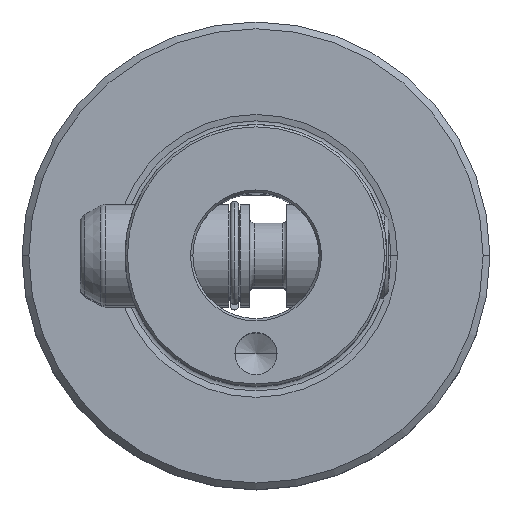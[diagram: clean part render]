
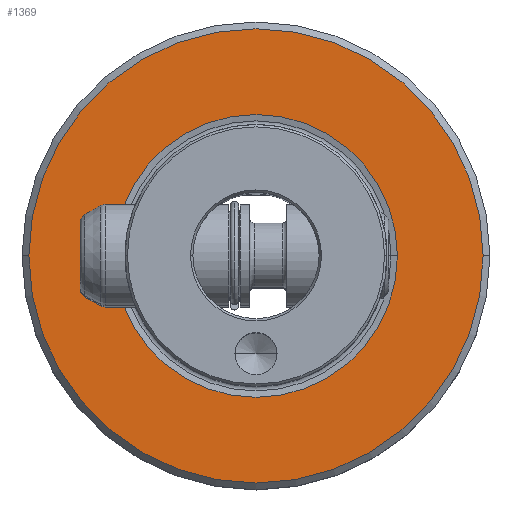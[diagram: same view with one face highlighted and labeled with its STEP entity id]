
A CAD part, top view. The second image highlights one B-rep face of the part: STEP entity #1369.
In plain terms, the highlighted planar face has unit normal (0, 0, 1).
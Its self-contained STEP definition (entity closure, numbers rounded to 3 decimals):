
#999=VERTEX_POINT('NONE',#2452);
#1175=VERTEX_POINT('NONE',#2642);
#1227=EDGE_CURVE('NONE',#1877,#999,#2698,.F.);
#1337=EDGE_CURVE('NONE',#1175,#2057,#2822,.T.);
#1369=ADVANCED_FACE('NONE',(#2860,#2861),#2862,.T.);
#1839=EDGE_CURVE('NONE',#2057,#1175,#3392,.T.);
#1877=VERTEX_POINT('NONE',#3431);
#1897=EDGE_CURVE('NONE',#999,#1877,#3454,.F.);
#2057=VERTEX_POINT('NONE',#3631);
#2452=CARTESIAN_POINT('',(15.112,0.0,0.));
#2642=CARTESIAN_POINT('',(-24.275,0.0,0.));
#2698=CIRCLE('',#4758,15.112);
#2822=CIRCLE('',#5169,24.275);
#2860=FACE_OUTER_BOUND('',#5214,.T.);
#2861=FACE_BOUND('',#5215,.T.);
#2862=PLANE('',#5216);
#3392=CIRCLE('',#6151,24.275);
#3431=CARTESIAN_POINT('',(-15.112,0.,0.));
#3454=CIRCLE('',#6284,15.112);
#3631=CARTESIAN_POINT('',(24.275,0.,0.));
#4758=AXIS2_PLACEMENT_3D('',#7454,#7455,#7456);
#5169=AXIS2_PLACEMENT_3D('',#7602,#7603,#7604);
#5214=EDGE_LOOP('',(#7667,#7668));
#5215=EDGE_LOOP('',(#7669,#7670));
#5216=AXIS2_PLACEMENT_3D('',#7671,#7672,#7673);
#6151=AXIS2_PLACEMENT_3D('',#8364,#8365,#8366);
#6284=AXIS2_PLACEMENT_3D('',#8425,#8426,#8427);
#7454=CARTESIAN_POINT('',(0.0,0.0,0.));
#7455=DIRECTION('',(0.0,0.0,-1.0));
#7456=DIRECTION('',(1.0,0.0,0.0));
#7602=CARTESIAN_POINT('',(0.0,0.0,0.));
#7603=DIRECTION('',(0.0,0.0,-1.0));
#7604=DIRECTION('',(-1.0,0.0,0.0));
#7667=ORIENTED_EDGE('',*,*,#1337,.F.);
#7668=ORIENTED_EDGE('',*,*,#1839,.F.);
#7669=ORIENTED_EDGE('',*,*,#1897,.F.);
#7670=ORIENTED_EDGE('',*,*,#1227,.F.);
#7671=CARTESIAN_POINT('',(0.0,25.0,0.));
#7672=DIRECTION('',(0.0,0.0,1.0));
#7673=DIRECTION('',(1.0,0.0,0.0));
#8364=CARTESIAN_POINT('',(0.0,0.0,0.));
#8365=DIRECTION('',(0.0,0.0,-1.0));
#8366=DIRECTION('',(-1.0,0.0,0.0));
#8425=CARTESIAN_POINT('',(0.0,0.0,0.));
#8426=DIRECTION('',(0.0,0.0,-1.0));
#8427=DIRECTION('',(1.0,0.0,0.0));
